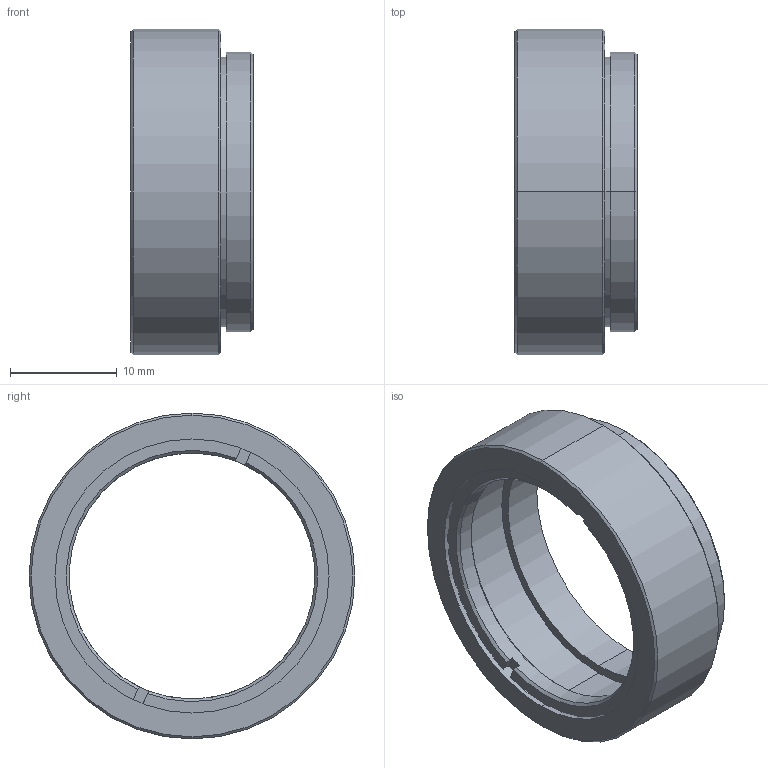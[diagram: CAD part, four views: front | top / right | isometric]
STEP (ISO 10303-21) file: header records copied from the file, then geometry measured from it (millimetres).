
FILE_DESCRIPTION (( 'STEP AP214' ), '1' );
FILE_NAME ('1.7.1.7_ZTC-1-0.3_SM1标准型0.3英寸层叠式透镜套筒.STEP', '2021-07-27T07:45:41', ( 'Microsoft' ), ( 'Microsoft' ), 'SwSTEP 2.0', 'SolidWorks 2018', '' );
FILE_SCHEMA (( 'AUTOMOTIVE_DESIGN' ));
Length unit declared in the file: millimetre
Products named in the file (1): 1.7.1.7_ZTC-1-0.3_SM1标准型0.3英寸层叠式透镜套筒
Bounding box: 11.42 x 30.5 x 30.5 mm (x, y, z)
Surface area: 2855.3 mm2 (no closed solid volume)
Topology: 0 solids, 2 shells, 36 faces, 90 edges, 59 vertices
Faces by surface type: plane 13, cylinder 12, cone 11
Entity records: 1509 total; most frequent: CARTESIAN_POINT 210, DIRECTION 201, ORIENTED_EDGE 162, EDGE_CURVE 90, AXIS2_PLACEMENT_3D 82, VERTEX_POINT 59, CIRCLE 45, EDGE_LOOP 41
